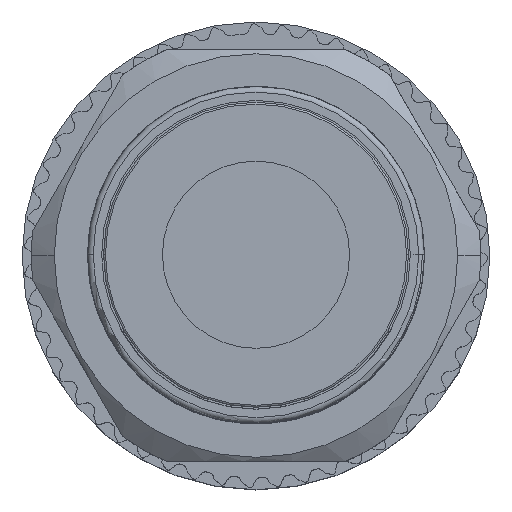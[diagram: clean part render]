
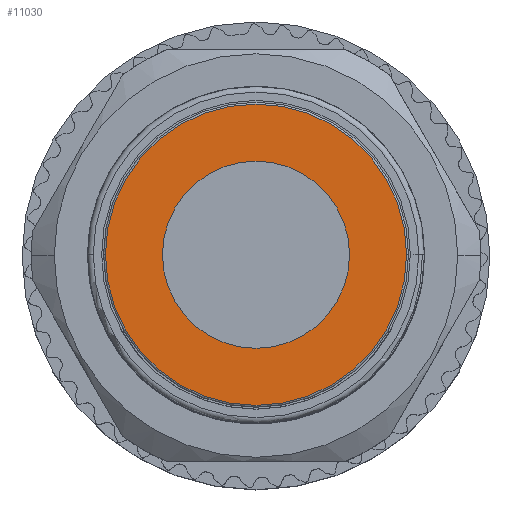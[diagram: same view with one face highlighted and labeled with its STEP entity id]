
A CAD part, top view. The second image highlights one B-rep face of the part: STEP entity #11030.
In plain terms, the highlighted planar face has unit normal (0, 0, 1).
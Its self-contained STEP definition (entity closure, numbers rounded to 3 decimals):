
#57 = DIRECTION ( 'NONE',  ( 1., 0., 0. ) ) ;
#1968 = CARTESIAN_POINT ( 'NONE',  ( -8.05, 0., 31.5 ) ) ;
#3293 = AXIS2_PLACEMENT_3D ( 'NONE', #32050, #38525, #3631 ) ;
#3410 = AXIS2_PLACEMENT_3D ( 'NONE', #38558, #31479, #14171 ) ;
#3631 = DIRECTION ( 'NONE',  ( 1., 0., 0. ) ) ;
#4291 = VERTEX_POINT ( 'NONE', #39128 ) ;
#5128 = CIRCLE ( 'NONE', #3410, 8.05 ) ;
#5131 = CARTESIAN_POINT ( 'NONE',  ( 0., 0., 31.5 ) ) ;
#10736 = CARTESIAN_POINT ( 'NONE',  ( 0., 0., 31.5 ) ) ;
#11030 = ADVANCED_FACE ( 'NONE', ( #19865, #15375 ), #22419, .T. ) ;
#12736 = CARTESIAN_POINT ( 'NONE',  ( -5., 0., 31.5 ) ) ;
#14171 = DIRECTION ( 'NONE',  ( 1., 0., 0. ) ) ;
#14291 = ORIENTED_EDGE ( 'NONE', *, *, #35667, .F. ) ;
#15375 = FACE_OUTER_BOUND ( 'NONE', #26074, .T. ) ;
#15612 = VERTEX_POINT ( 'NONE', #43892 ) ;
#17452 = CIRCLE ( 'NONE', #21372, 8.05 ) ;
#18556 = CARTESIAN_POINT ( 'NONE',  ( 0., 0., 31.5 ) ) ;
#19060 = CIRCLE ( 'NONE', #45011, 5. ) ;
#19610 = ORIENTED_EDGE ( 'NONE', *, *, #25670, .T. ) ;
#19865 = FACE_BOUND ( 'NONE', #35930, .T. ) ;
#20290 = CIRCLE ( 'NONE', #3293, 5. ) ;
#20947 = EDGE_CURVE ( 'NONE', #15612, #23149, #5128, .T. ) ;
#21264 = DIRECTION ( 'NONE',  ( 0., 0., 1. ) ) ;
#21277 = VERTEX_POINT ( 'NONE', #12736 ) ;
#21372 = AXIS2_PLACEMENT_3D ( 'NONE', #5131, #37260, #22785 ) ;
#22419 = PLANE ( 'NONE',  #29214 ) ;
#22785 = DIRECTION ( 'NONE',  ( 1., 0., 0. ) ) ;
#23149 = VERTEX_POINT ( 'NONE', #1968 ) ;
#25670 = EDGE_CURVE ( 'NONE', #23149, #15612, #17452, .T. ) ;
#26074 = EDGE_LOOP ( 'NONE', ( #44133, #19610 ) ) ;
#29214 = AXIS2_PLACEMENT_3D ( 'NONE', #18556, #43204, #29535 ) ;
#29535 = DIRECTION ( 'NONE',  ( 1., 0., 0. ) ) ;
#31479 = DIRECTION ( 'NONE',  ( 0., 0., 1. ) ) ;
#32050 = CARTESIAN_POINT ( 'NONE',  ( 0., 0., 31.5 ) ) ;
#34845 = ORIENTED_EDGE ( 'NONE', *, *, #43874, .F. ) ;
#35667 = EDGE_CURVE ( 'NONE', #21277, #4291, #19060, .T. ) ;
#35930 = EDGE_LOOP ( 'NONE', ( #34845, #14291 ) ) ;
#37260 = DIRECTION ( 'NONE',  ( 0., 0., 1. ) ) ;
#38525 = DIRECTION ( 'NONE',  ( 0., 0., 1. ) ) ;
#38558 = CARTESIAN_POINT ( 'NONE',  ( 0., 0., 31.5 ) ) ;
#39128 = CARTESIAN_POINT ( 'NONE',  ( 5., 0., 31.5 ) ) ;
#43204 = DIRECTION ( 'NONE',  ( 0., 0., 1. ) ) ;
#43874 = EDGE_CURVE ( 'NONE', #4291, #21277, #20290, .T. ) ;
#43892 = CARTESIAN_POINT ( 'NONE',  ( 8.05, 0., 31.5 ) ) ;
#44133 = ORIENTED_EDGE ( 'NONE', *, *, #20947, .T. ) ;
#45011 = AXIS2_PLACEMENT_3D ( 'NONE', #10736, #21264, #57 ) ;
